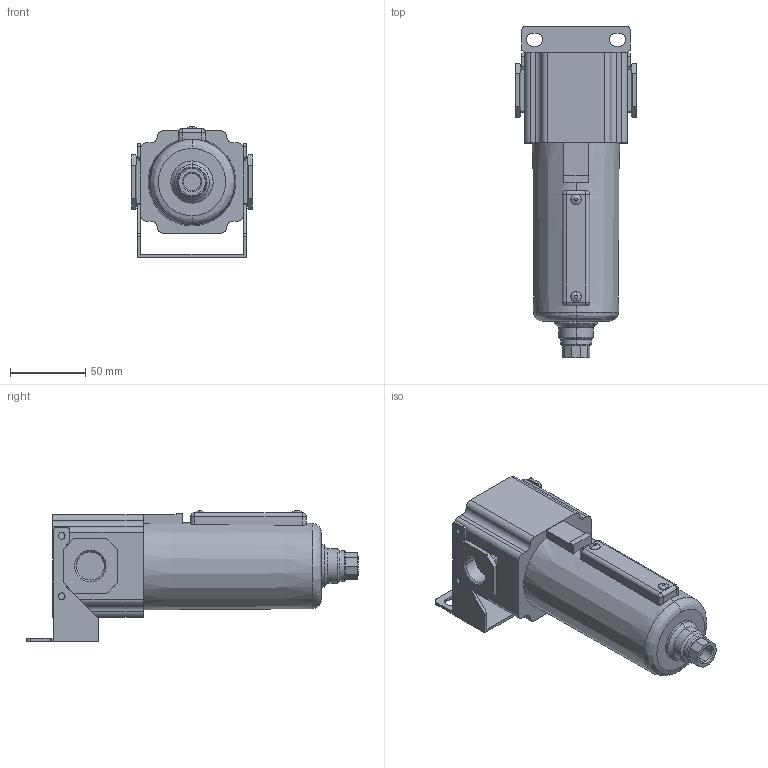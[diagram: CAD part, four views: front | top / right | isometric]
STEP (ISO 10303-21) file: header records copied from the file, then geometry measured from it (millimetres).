
FILE_DESCRIPTION (( 'STEP AP214' ), '1' );
FILE_NAME ('AC-444-AD.step', '2019-06-05T11:17:03', ( '' ), ( '' ), 'SwSTEP 2.0', 'SolidWorks 2018', '' );
FILE_SCHEMA (( 'AUTOMOTIVE_DESIGN' ));
Length unit declared in the file: inch
Products named in the file (1): AC-444-AD
Bounding box: 80 x 220 x 86.8 mm (x, y, z)
Volume: 596564.8 mm3; surface area: 62003.6 mm2
Topology: 1 solids, 1 shells, 193 faces, 521 edges, 328 vertices
Faces by surface type: plane 109, cylinder 60, cone 14, bspline 6, torus 4
Entity records: 6195 total; most frequent: CARTESIAN_POINT 1225, DIRECTION 1039, ORIENTED_EDGE 1034, EDGE_CURVE 517, VECTOR 351, LINE 351, AXIS2_PLACEMENT_3D 344, VERTEX_POINT 328
